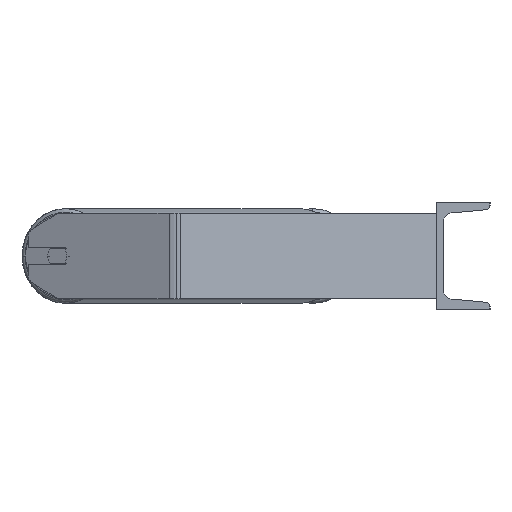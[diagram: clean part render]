
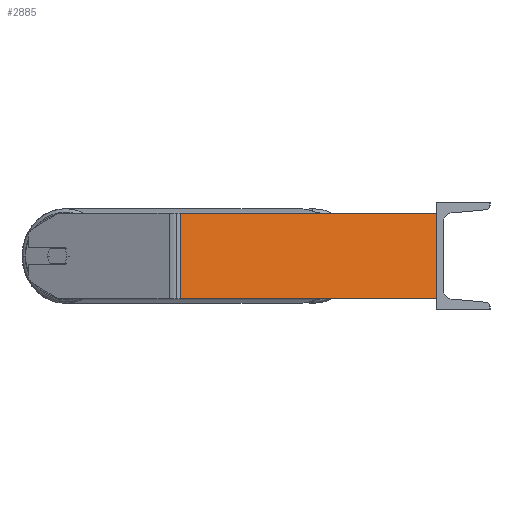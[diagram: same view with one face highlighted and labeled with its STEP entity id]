
A CAD part, left-side view. The second image highlights one B-rep face of the part: STEP entity #2885.
In plain terms, the highlighted planar face has unit normal (-0.966, -0.259, 0).
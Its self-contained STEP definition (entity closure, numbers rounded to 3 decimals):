
#210 = EDGE_CURVE ( 'NONE', #8253, #8279, #1230, .T. ) ;
#214 = FACE_OUTER_BOUND ( 'NONE', #6439, .T. ) ;
#282 = DIRECTION ( 'NONE',  ( 0.259, -0.966, 0. ) ) ;
#820 = CARTESIAN_POINT ( 'NONE',  ( -785., 0., 40. ) ) ;
#930 = CARTESIAN_POINT ( 'NONE',  ( -851.011, 246.357, 40. ) ) ;
#1230 = LINE ( 'NONE', #6945, #5907 ) ;
#1919 = ORIENTED_EDGE ( 'NONE', *, *, #2942, .F. ) ;
#2024 = ORIENTED_EDGE ( 'NONE', *, *, #210, .T. ) ;
#2243 = DIRECTION ( 'NONE',  ( 0.966, 0.259, 0. ) ) ;
#2619 = VECTOR ( 'NONE', #5010, 1000. ) ;
#2885 = ADVANCED_FACE ( 'NONE', ( #214 ), #3530, .F. ) ;
#2942 = EDGE_CURVE ( 'NONE', #7568, #8279, #5762, .T. ) ;
#3402 = VECTOR ( 'NONE', #7743, 1000. ) ;
#3434 = CARTESIAN_POINT ( 'NONE',  ( -785., 0., -40. ) ) ;
#3481 = CARTESIAN_POINT ( 'NONE',  ( -849.504, 240.732, 40. ) ) ;
#3530 = PLANE ( 'NONE',  #8820 ) ;
#3996 = CARTESIAN_POINT ( 'NONE',  ( -849.504, 240.732, 40. ) ) ;
#4049 = DIRECTION ( 'NONE',  ( 0.259, -0.966, 0. ) ) ;
#4481 = LINE ( 'NONE', #930, #9104 ) ;
#5010 = DIRECTION ( 'NONE',  ( 0., 0., -1. ) ) ;
#5159 = VERTEX_POINT ( 'NONE', #3996 ) ;
#5444 = ORIENTED_EDGE ( 'NONE', *, *, #6877, .T. ) ;
#5762 = LINE ( 'NONE', #820, #2619 ) ;
#5907 = VECTOR ( 'NONE', #4049, 1000. ) ;
#6439 = EDGE_LOOP ( 'NONE', ( #2024, #1919, #9019, #5444 ) ) ;
#6480 = CARTESIAN_POINT ( 'NONE',  ( -851.011, 246.357, 40. ) ) ;
#6877 = EDGE_CURVE ( 'NONE', #5159, #8253, #7000, .T. ) ;
#6945 = CARTESIAN_POINT ( 'NONE',  ( -851.011, 246.357, -40. ) ) ;
#7000 = LINE ( 'NONE', #3481, #3402 ) ;
#7568 = VERTEX_POINT ( 'NONE', #8829 ) ;
#7743 = DIRECTION ( 'NONE',  ( 0., 0., -1. ) ) ;
#8253 = VERTEX_POINT ( 'NONE', #8269 ) ;
#8269 = CARTESIAN_POINT ( 'NONE',  ( -849.504, 240.732, -40. ) ) ;
#8279 = VERTEX_POINT ( 'NONE', #3434 ) ;
#8494 = DIRECTION ( 'NONE',  ( -0.259, 0.966, 0. ) ) ;
#8820 = AXIS2_PLACEMENT_3D ( 'NONE', #6480, #2243, #8494 ) ;
#8829 = CARTESIAN_POINT ( 'NONE',  ( -785., 0., 40. ) ) ;
#9010 = EDGE_CURVE ( 'NONE', #5159, #7568, #4481, .T. ) ;
#9019 = ORIENTED_EDGE ( 'NONE', *, *, #9010, .F. ) ;
#9104 = VECTOR ( 'NONE', #282, 1000. ) ;
